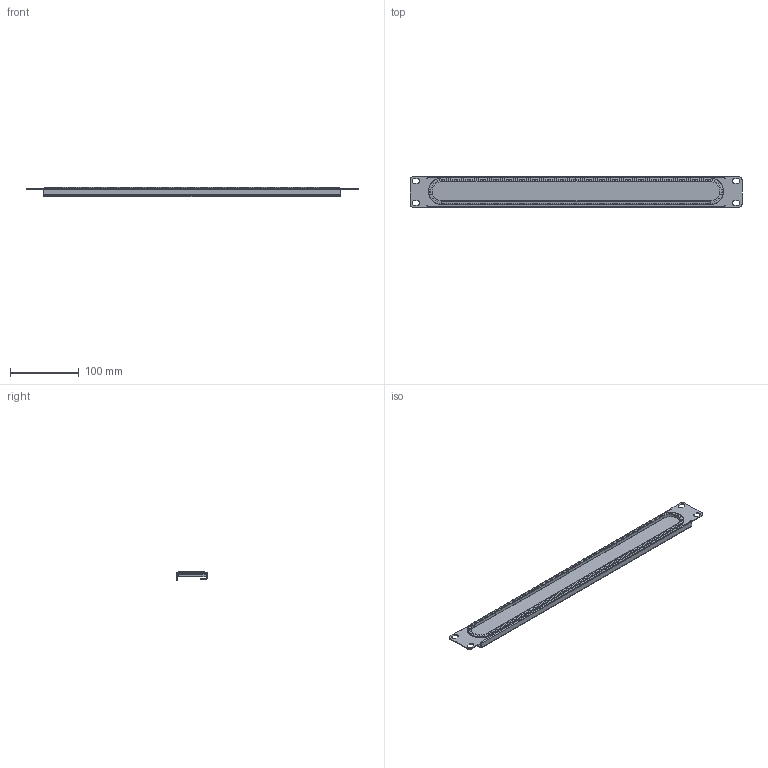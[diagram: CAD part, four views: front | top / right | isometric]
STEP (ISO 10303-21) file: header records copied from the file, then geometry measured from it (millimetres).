
FILE_DESCRIPTION (( 'STEP AP214' ), '1' );
FILE_NAME ('Tripp Lite SR1UBRUSH.STEP', '2018-03-22T18:14:02', ( '' ), ( '' ), 'SwSTEP 2.0', 'SolidWorks 2015', '' );
FILE_SCHEMA (( 'AUTOMOTIVE_DESIGN' ));
Products named in the file (4): 820560 KangYang KG-016-870___; 390644 BRUSH___; Tripp Lite SR1UBRUSH; 102695ELF_A___
Assembly tree (3 placements, depth 2):
  Tripp Lite SR1UBRUSH
    102695ELF_A___
    820560 KangYang KG-016-870___
    390644 BRUSH___
Bounding box: 482 x 44 x 13.88 mm (x, y, z)
Volume: 90165.1 mm3; surface area: 109317.4 mm2
Topology: 3 solids, 3 shells, 4114 faces, 11073 edges, 6968 vertices
Faces by surface type: plane 2521, cylinder 1435, torus 146, cone 12
Entity records: 126025 total; most frequent: CARTESIAN_POINT 31985, ORIENTED_EDGE 22146, DIRECTION 16643, EDGE_CURVE 11073, VECTOR 7535, LINE 7535, VERTEX_POINT 6968, AXIS2_PLACEMENT_3D 4554
